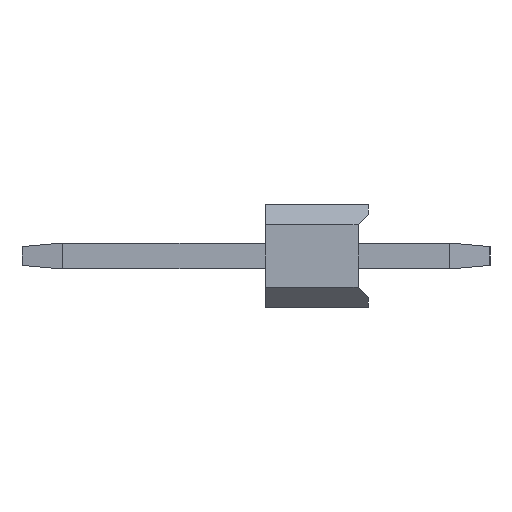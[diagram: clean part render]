
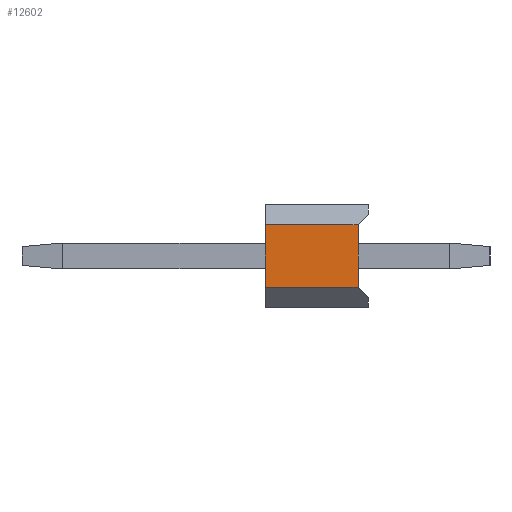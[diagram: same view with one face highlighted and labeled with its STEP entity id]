
A CAD part, left-side view. The second image highlights one B-rep face of the part: STEP entity #12602.
In plain terms, the highlighted planar face has unit normal (-1, 0, 0).
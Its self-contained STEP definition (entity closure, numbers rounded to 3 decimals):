
#22 = EDGE_CURVE ( 'NONE', #10927, #11662, #2814, .T. ) ;
#233 = FACE_OUTER_BOUND ( 'NONE', #4212, .T. ) ;
#555 = CARTESIAN_POINT ( 'NONE',  ( -49.53, 0.254, 0.77 ) ) ;
#703 = VERTEX_POINT ( 'NONE', #6515 ) ;
#1864 = DIRECTION ( 'NONE',  ( 0., 0., 1. ) ) ;
#2127 = LINE ( 'NONE', #22897, #20641 ) ;
#2814 = LINE ( 'NONE', #26649, #13278 ) ;
#3640 = CARTESIAN_POINT ( 'NONE',  ( -49.53, 2.54, 0.77 ) ) ;
#4212 = EDGE_LOOP ( 'NONE', ( #17895, #10119, #26568, #15873 ) ) ;
#5579 = AXIS2_PLACEMENT_3D ( 'NONE', #26770, #7437, #15824 ) ;
#5697 = LINE ( 'NONE', #555, #9754 ) ;
#6515 = CARTESIAN_POINT ( 'NONE',  ( -49.53, 0.254, -0.77 ) ) ;
#7437 = DIRECTION ( 'NONE',  ( 1., 0., 0. ) ) ;
#7885 = CARTESIAN_POINT ( 'NONE',  ( -49.53, 2.54, -0.77 ) ) ;
#9754 = VECTOR ( 'NONE', #20130, 1000. ) ;
#10119 = ORIENTED_EDGE ( 'NONE', *, *, #22, .T. ) ;
#10470 = CARTESIAN_POINT ( 'NONE',  ( -49.53, 2.54, 1.27 ) ) ;
#10860 = VECTOR ( 'NONE', #1864, 1000. ) ;
#10927 = VERTEX_POINT ( 'NONE', #22085 ) ;
#11332 = PLANE ( 'NONE',  #5579 ) ;
#11662 = VERTEX_POINT ( 'NONE', #3640 ) ;
#12602 = ADVANCED_FACE ( 'NONE', ( #233 ), #11332, .F. ) ;
#12902 = EDGE_CURVE ( 'NONE', #14826, #11662, #27351, .T. ) ;
#13278 = VECTOR ( 'NONE', #13837, 1000. ) ;
#13837 = DIRECTION ( 'NONE',  ( 0., 1., 0. ) ) ;
#14826 = VERTEX_POINT ( 'NONE', #7885 ) ;
#15824 = DIRECTION ( 'NONE',  ( 0., 0., -1. ) ) ;
#15873 = ORIENTED_EDGE ( 'NONE', *, *, #16891, .T. ) ;
#16891 = EDGE_CURVE ( 'NONE', #14826, #703, #2127, .T. ) ;
#17895 = ORIENTED_EDGE ( 'NONE', *, *, #21430, .F. ) ;
#20130 = DIRECTION ( 'NONE',  ( 0., 0., -1. ) ) ;
#20641 = VECTOR ( 'NONE', #20985, 1000. ) ;
#20985 = DIRECTION ( 'NONE',  ( 0., -1., 0. ) ) ;
#21430 = EDGE_CURVE ( 'NONE', #10927, #703, #5697, .T. ) ;
#22085 = CARTESIAN_POINT ( 'NONE',  ( -49.53, 0.254, 0.77 ) ) ;
#22897 = CARTESIAN_POINT ( 'NONE',  ( -49.53, 2.54, -0.77 ) ) ;
#26568 = ORIENTED_EDGE ( 'NONE', *, *, #12902, .F. ) ;
#26649 = CARTESIAN_POINT ( 'NONE',  ( -49.53, 2.54, 0.77 ) ) ;
#26770 = CARTESIAN_POINT ( 'NONE',  ( -49.53, 2.54, 1.27 ) ) ;
#27351 = LINE ( 'NONE', #10470, #10860 ) ;
